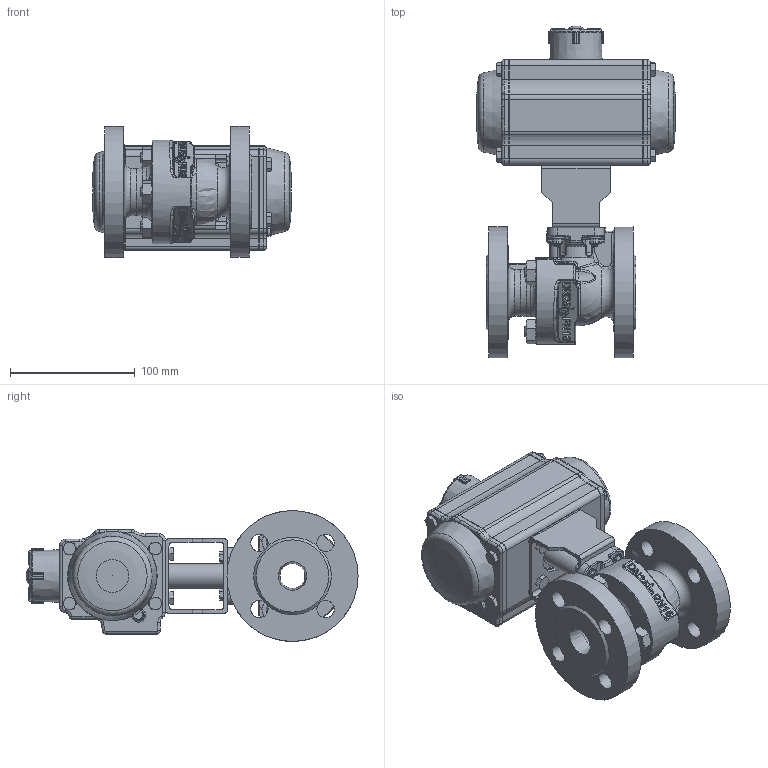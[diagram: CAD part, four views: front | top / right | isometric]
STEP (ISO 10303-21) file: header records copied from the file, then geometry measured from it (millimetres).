
FILE_DESCRIPTION(/* description */ ('Unknown','CAx-IF Rec.Pracs.---Representation and Presentation of Product Manufacturing Information (PMI)---4.0---2014-10-13','CAx-IF Rec.Pracs.---3D Tessellated Geometry---0.4---2014-09-14','2;1'),/* implementation_level */ '2;1');
FILE_NAME(/* name */ 'DW03 0919-05',/* time_stamp */ '2023-08-25T11:42:28+02:00',/* author */ ('Unknown'),/* organization */ ('Unknown'),/* preprocessor_version */ 'ST-DEVELOPER v18.102',/* originating_system */ 'Solid Edge',/* authorisation */ 'Unknown');
FILE_SCHEMA (('AP242_MANAGED_MODEL_BASED_3D_ENGINEERING_MIM_LF { 1 0 10303 442 1 1 4 }'));
Products named in the file (16): DW03 0919-05; Brücke F04-F05; 4.170.020; DW03_FR02_(DW36_FR26); KP-63; hexagon head bolts--product grade c gb_GB_FASTENER_BOLT_HHBC M6X30-N; cup head nib bolts with large head gb_GB_FASTENER_BOLT_CHNBW M6X25-N; _____________; ________(___________; ______; Soindeladapter11_11; T1_0; DIN558 M5x18; DIN558_M_6x12.1.3; DIN125-5_3.1.3; DIN934_M5
Assembly tree (36 placements, depth 3):
  DW03 0919-05
    Brücke F04-F05
    4.170.020
    DW03_FR02_(DW36_FR26)
      KP-63
      hexagon head bolts--product grade c gb_GB_FASTENER_BOLT_HHBC M6X30-N  x8
      cup head nib bolts with large head gb_GB_FASTENER_BOLT_CHNBW M6X25-N
      _____________  x2
      ________(___________  x2
      ______
    Soindeladapter11_11
      T1_0
    DIN558 M5x18  x4
    DIN558_M_6x12.1.3  x4
    DIN125-5_3.1.3  x4
    DIN934_M5  x4
Bounding box: 159 x 266.11 x 105 mm (x, y, z)
Volume: 1418487.9 mm3; surface area: 195040.8 mm2
Topology: 34 solids, 38 shells, 2073 faces, 5124 edges, 3167 vertices
Faces by surface type: plane 791, cylinder 466, bspline 447, cone 216, torus 131, sphere 22
Full cylindrical faces by diameter (mm): 2.325 x2, 3 x16, 3.3 x8, 4.134 x4, 4.2 x8, 4.66 x1, 5 x17, 5.3 x4, 6 x21, 6.2 x1, 6.8 x4, 7 x4, 8.5 x3, 8.8 x2, 10 x7, 11 x3, 14 x8, 15.8 x1, 20 x2, 20.2 x1, 21.1 x1, 22.5 x1, 25.5 x1, 28 x1, 30 x2, 38.5 x1, 105 x2
Entity records: 74769 total; most frequent: CARTESIAN_POINT 38746, ORIENTED_EDGE 7714, DIRECTION 6524, EDGE_CURVE 3857, VERTEX_POINT 2500, AXIS2_PLACEMENT_3D 2491, FACE_BOUND 1947, EDGE_LOOP 1921
